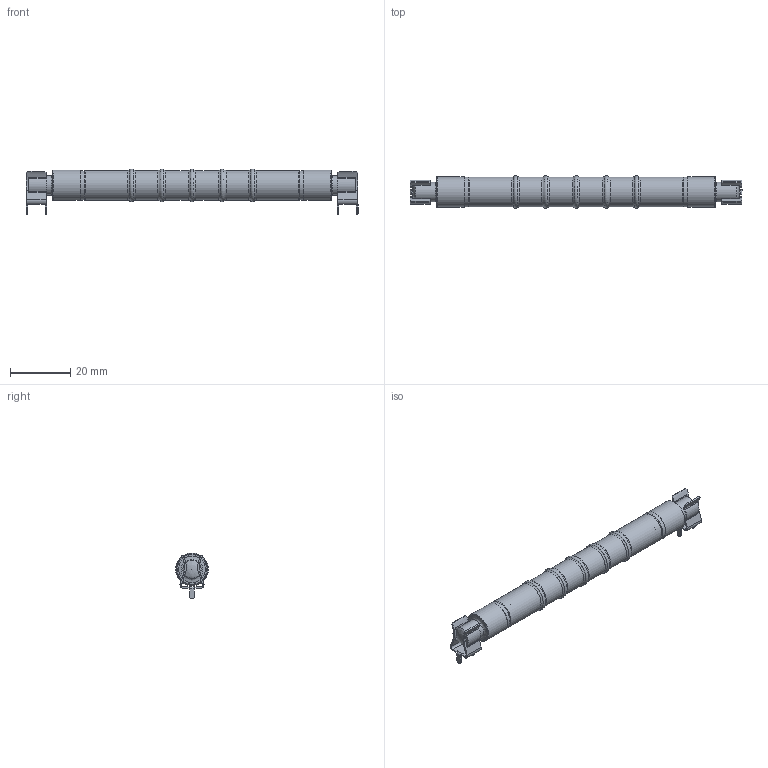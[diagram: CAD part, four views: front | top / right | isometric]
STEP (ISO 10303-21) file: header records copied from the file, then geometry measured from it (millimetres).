
FILE_DESCRIPTION (( 'STEP AP214' ), '1' );
FILE_NAME ('SBM_20_assemble_and_holder_v2.STEP', '2020-04-07T12:38:36', ( '' ), ( '' ), 'SwSTEP 2.0', 'SolidWorks 2019', '' );
FILE_SCHEMA (( 'AUTOMOTIVE_DESIGN' ));
Length unit declared in the file: millimetre
Products named in the file (6): SBM_20_assemble_and_holder_v2; ч蜱齁罻; fuse_holder_6_30; Êîíòàêò; SBM-20_tybe; SBM_20_assemble
Assembly tree (8 placements, depth 3):
  SBM_20_assemble_and_holder_v2
    SBM_20_assemble
      SBM-20_tybe
      ч蜱齁罻  x2
      Êîíòàêò  x2
    fuse_holder_6_30  x2
Bounding box: 109.8 x 10.8 x 15.2 mm (x, y, z)
Volume: 2683.2 mm3; surface area: 7633.8 mm2
Topology: 7 solids, 7 shells, 220 faces, 582 edges, 372 vertices
Faces by surface type: plane 90, cylinder 84, torus 40, bspline 6
Full cylindrical faces by diameter (mm): 2 x2, 5.8 x2, 6.4 x2, 8.4 x2, 9.2 x2, 9.4 x8, 9.8 x8, 10 x2
Entity records: 4138 total; most frequent: CARTESIAN_POINT 779, DIRECTION 688, ORIENTED_EDGE 538, AXIS2_PLACEMENT_3D 282, EDGE_CURVE 269, EDGE_LOOP 204, VERTEX_POINT 201, FACE_OUTER_BOUND 196
